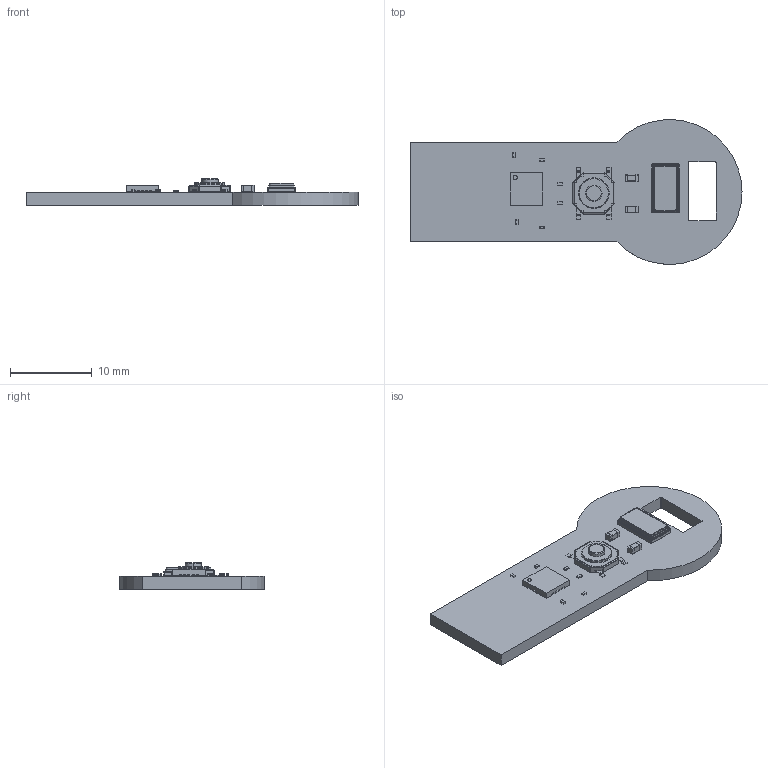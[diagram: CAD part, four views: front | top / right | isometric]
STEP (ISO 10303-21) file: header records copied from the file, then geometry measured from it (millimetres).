
FILE_DESCRIPTION(('KiCad electronic assembly'),'2;1');
FILE_NAME('KicadHardwareKeySMD.step','2024-07-31T10:04:07',('Pcbnew'),( 'Kicad'),'Open CASCADE STEP processor 7.7','KiCad to STEP converter' ,'Unknown');
FILE_SCHEMA(('AUTOMOTIVE_DESIGN { 1 0 10303 214 1 1 1 1 }'));
Length unit declared in the file: millimetre
Products named in the file (14): KicadHardwareKeySMD 1; C_0603_1608Metric; R_0201_0603Metric; PTS525SM15SMTR2LFS; PTS525SM15SMTR2 LFS; Crystal_SMD_0603-4Pin_6.0x3.5mm; SMD_0603_4Pin; LED_0201_0603Metric; QFN-20-1EP_4x4mm_P0.5mm_EP2.5x2.5mm; QFN-20-1EP_4x4mm_Pitch0.5mm; _autosave-KicadHardwareKeySMD_PCB
Assembly tree (18 placements, depth 3):
  KicadHardwareKeySMD 1
    C_0603_1608Metric  x2
      C_0603_1608Metric
    R_0201_0603Metric  x4
      R_0201_0603Metric
    PTS525SM15SMTR2LFS
      PTS525SM15SMTR2 LFS
    Crystal_SMD_0603-4Pin_6.0x3.5mm
      SMD_0603_4Pin
    LED_0201_0603Metric  x2
      LED_0201_0603Metric
    QFN-20-1EP_4x4mm_P0.5mm_EP2.5x2.5mm
      QFN-20-1EP_4x4mm_Pitch0.5mm
    _autosave-KicadHardwareKeySMD_PCB
Bounding box: 40.58 x 17.7 x 3.25 mm (x, y, z)
Volume: 872 mm3; surface area: 1485.9 mm2
Topology: 18 solids, 18 shells, 670 faces, 1699 edges, 1080 vertices
Faces by surface type: plane 438, cylinder 190, torus 42
Full cylindrical faces by diameter (mm): 0.2 x4, 0.5 x1
Entity records: 19194 total; most frequent: CARTESIAN_POINT 2971, DIRECTION 2808, ORIENTED_EDGE 2740, EDGE_CURVE 1370, LINE 1018, VECTOR 1018, AXIS2_PLACEMENT_3D 895, VERTEX_POINT 866
